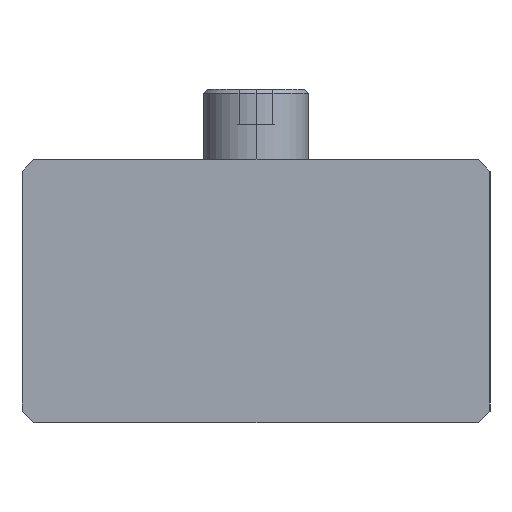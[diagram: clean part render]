
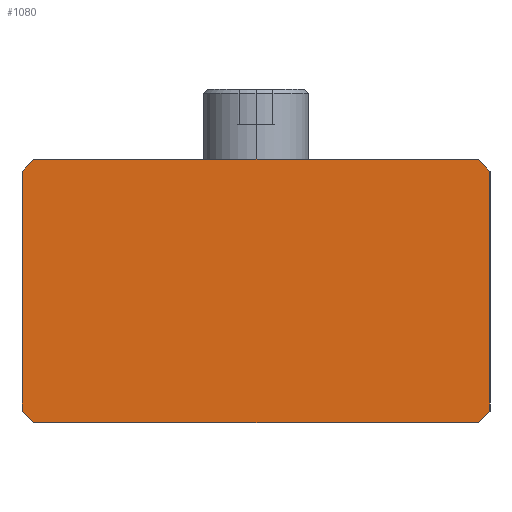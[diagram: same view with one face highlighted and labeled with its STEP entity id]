
A CAD part, left-side view. The second image highlights one B-rep face of the part: STEP entity #1080.
In plain terms, the highlighted planar face has unit normal (-1, 0, 0).
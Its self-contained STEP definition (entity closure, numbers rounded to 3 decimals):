
#5 = EDGE_CURVE ( 'NONE', #1215, #966, #811, .T. ) ;
#10 = VECTOR ( 'NONE', #41, 1000. ) ;
#41 = DIRECTION ( 'NONE',  ( 0., 1., 0. ) ) ;
#66 = VECTOR ( 'NONE', #649, 1000. ) ;
#83 = CARTESIAN_POINT ( 'NONE',  ( -510., 38., -22.5 ) ) ;
#85 = DIRECTION ( 'NONE',  ( 0., 0.707, -0.707 ) ) ;
#116 = VERTEX_POINT ( 'NONE', #1127 ) ;
#119 = CARTESIAN_POINT ( 'NONE',  ( -510., 0., 0. ) ) ;
#125 = DIRECTION ( 'NONE',  ( 0., 0., -1. ) ) ;
#133 = LINE ( 'NONE', #317, #792 ) ;
#150 = CARTESIAN_POINT ( 'NONE',  ( -510., -38., -22.5 ) ) ;
#162 = DIRECTION ( 'NONE',  ( 0., -0.707, -0.707 ) ) ;
#165 = ORIENTED_EDGE ( 'NONE', *, *, #378, .F. ) ;
#206 = VERTEX_POINT ( 'NONE', #150 ) ;
#210 = LINE ( 'NONE', #1136, #441 ) ;
#216 = DIRECTION ( 'NONE',  ( 1., 0., 0. ) ) ;
#217 = DIRECTION ( 'NONE',  ( 0., 0., -1. ) ) ;
#229 = ORIENTED_EDGE ( 'NONE', *, *, #499, .F. ) ;
#284 = EDGE_CURVE ( 'NONE', #1128, #950, #1027, .T. ) ;
#317 = CARTESIAN_POINT ( 'NONE',  ( -510., 40., 20.5 ) ) ;
#331 = ORIENTED_EDGE ( 'NONE', *, *, #5, .F. ) ;
#351 = VECTOR ( 'NONE', #1028, 1000. ) ;
#378 = EDGE_CURVE ( 'NONE', #116, #1215, #913, .T. ) ;
#421 = CARTESIAN_POINT ( 'NONE',  ( -510., -40., -20.5 ) ) ;
#428 = VERTEX_POINT ( 'NONE', #83 ) ;
#441 = VECTOR ( 'NONE', #549, 1000. ) ;
#489 = CARTESIAN_POINT ( 'NONE',  ( -510., -38., -22.5 ) ) ;
#499 = EDGE_CURVE ( 'NONE', #966, #206, #736, .T. ) ;
#503 = ORIENTED_EDGE ( 'NONE', *, *, #911, .F. ) ;
#513 = CARTESIAN_POINT ( 'NONE',  ( -510., 40., -20.5 ) ) ;
#549 = DIRECTION ( 'NONE',  ( 0., -1., 0. ) ) ;
#573 = AXIS2_PLACEMENT_3D ( 'NONE', #119, #216, #125 ) ;
#607 = CARTESIAN_POINT ( 'NONE',  ( -510., 40., -20.5 ) ) ;
#618 = VECTOR ( 'NONE', #162, 1000. ) ;
#649 = DIRECTION ( 'NONE',  ( 0., -0.707, 0.707 ) ) ;
#683 = CARTESIAN_POINT ( 'NONE',  ( -510., -38., 22.5 ) ) ;
#705 = ORIENTED_EDGE ( 'NONE', *, *, #1230, .F. ) ;
#726 = PLANE ( 'NONE',  #573 ) ;
#736 = LINE ( 'NONE', #489, #1060 ) ;
#769 = VERTEX_POINT ( 'NONE', #607 ) ;
#792 = VECTOR ( 'NONE', #1106, 1000. ) ;
#811 = LINE ( 'NONE', #1113, #980 ) ;
#827 = CARTESIAN_POINT ( 'NONE',  ( -510., 38., -22.5 ) ) ;
#844 = ORIENTED_EDGE ( 'NONE', *, *, #284, .F. ) ;
#852 = ORIENTED_EDGE ( 'NONE', *, *, #977, .F. ) ;
#902 = LINE ( 'NONE', #513, #351 ) ;
#909 = CARTESIAN_POINT ( 'NONE',  ( -510., 38., 22.5 ) ) ;
#911 = EDGE_CURVE ( 'NONE', #769, #1128, #133, .T. ) ;
#913 = LINE ( 'NONE', #683, #618 ) ;
#930 = EDGE_CURVE ( 'NONE', #428, #769, #902, .T. ) ;
#950 = VERTEX_POINT ( 'NONE', #909 ) ;
#966 = VERTEX_POINT ( 'NONE', #421 ) ;
#977 = EDGE_CURVE ( 'NONE', #206, #428, #1050, .T. ) ;
#980 = VECTOR ( 'NONE', #217, 1000. ) ;
#987 = EDGE_LOOP ( 'NONE', ( #705, #844, #503, #1010, #852, #229, #331, #165 ) ) ;
#1010 = ORIENTED_EDGE ( 'NONE', *, *, #930, .F. ) ;
#1027 = LINE ( 'NONE', #1142, #66 ) ;
#1028 = DIRECTION ( 'NONE',  ( 0., 0.707, 0.707 ) ) ;
#1041 = CARTESIAN_POINT ( 'NONE',  ( -510., -40., 20.5 ) ) ;
#1047 = CARTESIAN_POINT ( 'NONE',  ( -510., 40., 20.5 ) ) ;
#1050 = LINE ( 'NONE', #827, #10 ) ;
#1060 = VECTOR ( 'NONE', #85, 1000. ) ;
#1080 = ADVANCED_FACE ( 'NONE', ( #1112 ), #726, .F. ) ;
#1106 = DIRECTION ( 'NONE',  ( 0., 0., 1. ) ) ;
#1112 = FACE_OUTER_BOUND ( 'NONE', #987, .T. ) ;
#1113 = CARTESIAN_POINT ( 'NONE',  ( -510., -40., 20.5 ) ) ;
#1127 = CARTESIAN_POINT ( 'NONE',  ( -510., -38., 22.5 ) ) ;
#1128 = VERTEX_POINT ( 'NONE', #1047 ) ;
#1136 = CARTESIAN_POINT ( 'NONE',  ( -510., 38., 22.5 ) ) ;
#1142 = CARTESIAN_POINT ( 'NONE',  ( -510., 40., 20.5 ) ) ;
#1215 = VERTEX_POINT ( 'NONE', #1041 ) ;
#1230 = EDGE_CURVE ( 'NONE', #950, #116, #210, .T. ) ;
